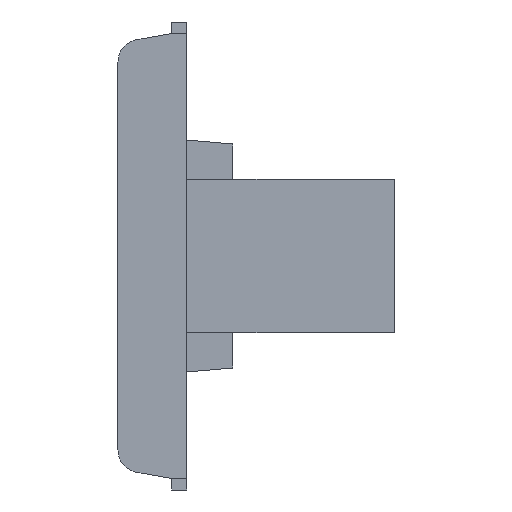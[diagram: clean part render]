
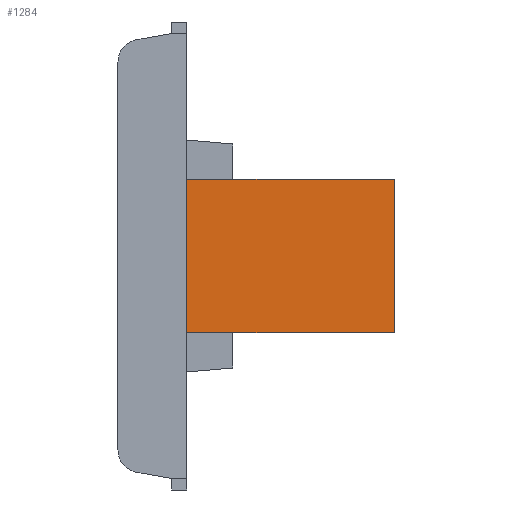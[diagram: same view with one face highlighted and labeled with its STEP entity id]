
A CAD part, left-side view. The second image highlights one B-rep face of the part: STEP entity #1284.
In plain terms, the highlighted planar face has unit normal (-1, 0, 0).
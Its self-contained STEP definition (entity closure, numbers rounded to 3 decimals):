
#6 = VECTOR ( 'NONE', #1160, 1000. ) ;
#49 = PLANE ( 'NONE',  #1070 ) ;
#88 = VECTOR ( 'NONE', #1253, 1000. ) ;
#141 = VERTEX_POINT ( 'NONE', #1001 ) ;
#165 = VERTEX_POINT ( 'NONE', #779 ) ;
#167 = DIRECTION ( 'NONE',  ( 0., 0., -1. ) ) ;
#236 = CARTESIAN_POINT ( 'NONE',  ( -4.95, 0., 1. ) ) ;
#270 = VERTEX_POINT ( 'NONE', #360 ) ;
#273 = DIRECTION ( 'NONE',  ( 0., -1., 0. ) ) ;
#286 = ORIENTED_EDGE ( 'NONE', *, *, #473, .T. ) ;
#288 = ORIENTED_EDGE ( 'NONE', *, *, #1159, .T. ) ;
#313 = EDGE_CURVE ( 'NONE', #165, #141, #371, .T. ) ;
#360 = CARTESIAN_POINT ( 'NONE',  ( -4.95, 0., -1. ) ) ;
#371 = LINE ( 'NONE', #236, #1212 ) ;
#398 = EDGE_CURVE ( 'NONE', #141, #1299, #1116, .T. ) ;
#473 = EDGE_CURVE ( 'NONE', #270, #1299, #682, .T. ) ;
#614 = ORIENTED_EDGE ( 'NONE', *, *, #398, .F. ) ;
#677 = LINE ( 'NONE', #1262, #6 ) ;
#682 = LINE ( 'NONE', #1264, #88 ) ;
#779 = CARTESIAN_POINT ( 'NONE',  ( -4.95, 0., 1. ) ) ;
#801 = DIRECTION ( 'NONE',  ( 0., 0., -1. ) ) ;
#839 = EDGE_LOOP ( 'NONE', ( #286, #614, #1050, #288 ) ) ;
#848 = DIRECTION ( 'NONE',  ( 1., 0., 0. ) ) ;
#943 = FACE_OUTER_BOUND ( 'NONE', #839, .T. ) ;
#1001 = CARTESIAN_POINT ( 'NONE',  ( -4.95, -2.7, 1. ) ) ;
#1050 = ORIENTED_EDGE ( 'NONE', *, *, #313, .F. ) ;
#1070 = AXIS2_PLACEMENT_3D ( 'NONE', #1291, #848, #167 ) ;
#1116 = LINE ( 'NONE', #1269, #1346 ) ;
#1159 = EDGE_CURVE ( 'NONE', #165, #270, #677, .T. ) ;
#1160 = DIRECTION ( 'NONE',  ( 0., 0., -1. ) ) ;
#1212 = VECTOR ( 'NONE', #273, 1000. ) ;
#1253 = DIRECTION ( 'NONE',  ( 0., -1., 0. ) ) ;
#1262 = CARTESIAN_POINT ( 'NONE',  ( -4.95, 0., 1. ) ) ;
#1264 = CARTESIAN_POINT ( 'NONE',  ( -4.95, 0., -1. ) ) ;
#1269 = CARTESIAN_POINT ( 'NONE',  ( -4.95, -2.7, 1. ) ) ;
#1284 = ADVANCED_FACE ( 'NONE', ( #943 ), #49, .F. ) ;
#1291 = CARTESIAN_POINT ( 'NONE',  ( -4.95, 0., 1. ) ) ;
#1298 = CARTESIAN_POINT ( 'NONE',  ( -4.95, -2.7, -1. ) ) ;
#1299 = VERTEX_POINT ( 'NONE', #1298 ) ;
#1346 = VECTOR ( 'NONE', #801, 1000. ) ;
